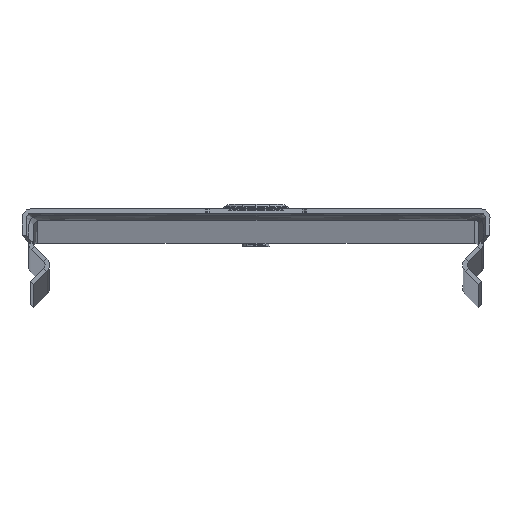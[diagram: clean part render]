
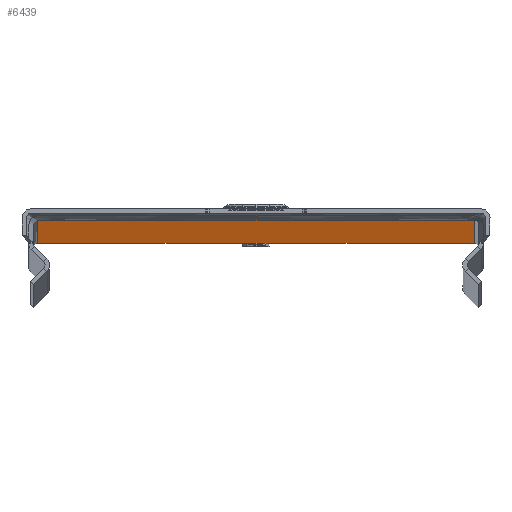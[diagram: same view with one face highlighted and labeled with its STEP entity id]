
A CAD part, top view. The second image highlights one B-rep face of the part: STEP entity #6439.
In plain terms, the highlighted planar face has unit normal (0, -1, 0).
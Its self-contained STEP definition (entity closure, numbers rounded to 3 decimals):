
#80 = CARTESIAN_POINT ( 'NONE',  ( -50., 0., -2968.5 ) ) ;
#159 = CARTESIAN_POINT ( 'NONE',  ( -10.854, 0., -2968.646 ) ) ;
#163 = DIRECTION ( 'NONE',  ( 0., -1., 0. ) ) ;
#209 = VERTEX_POINT ( 'NONE', #5929 ) ;
#454 = EDGE_CURVE ( 'NONE', #5459, #1902, #7404, .T. ) ;
#493 = EDGE_CURVE ( 'NONE', #4108, #948, #6209, .T. ) ;
#548 = VERTEX_POINT ( 'NONE', #1593 ) ;
#563 = AXIS2_PLACEMENT_3D ( 'NONE', #4907, #163, #6147 ) ;
#566 = ORIENTED_EDGE ( 'NONE', *, *, #1099, .F. ) ;
#580 = EDGE_CURVE ( 'NONE', #948, #548, #5266, .T. ) ;
#724 = EDGE_CURVE ( 'NONE', #548, #4546, #3720, .T. ) ;
#856 = CIRCLE ( 'NONE', #4996, 7.3 ) ;
#882 = EDGE_CURVE ( 'NONE', #4546, #6529, #1343, .T. ) ;
#918 = CARTESIAN_POINT ( 'NONE',  ( 11.207, 0., -2969. ) ) ;
#934 = CARTESIAN_POINT ( 'NONE',  ( 0., 0., -2955. ) ) ;
#945 = VECTOR ( 'NONE', #5240, 1000. ) ;
#948 = VERTEX_POINT ( 'NONE', #3514 ) ;
#969 = DIRECTION ( 'NONE',  ( 0., 1., 0. ) ) ;
#970 = VECTOR ( 'NONE', #1247, 1000. ) ;
#992 = DIRECTION ( 'NONE',  ( -1., 0., 0. ) ) ;
#1030 = CARTESIAN_POINT ( 'NONE',  ( -7.3, 0., -2955. ) ) ;
#1079 = VERTEX_POINT ( 'NONE', #4431 ) ;
#1099 = EDGE_CURVE ( 'NONE', #6615, #6529, #6203, .T. ) ;
#1123 = ORIENTED_EDGE ( 'NONE', *, *, #2036, .T. ) ;
#1169 = ORIENTED_EDGE ( 'NONE', *, *, #1885, .T. ) ;
#1231 = EDGE_CURVE ( 'NONE', #209, #6615, #4488, .T. ) ;
#1247 = DIRECTION ( 'NONE',  ( 0.707, 0., -0.707 ) ) ;
#1335 = EDGE_CURVE ( 'NONE', #209, #3866, #6981, .T. ) ;
#1343 = LINE ( 'NONE', #3059, #5845 ) ;
#1363 = ORIENTED_EDGE ( 'NONE', *, *, #1745, .T. ) ;
#1389 = ORIENTED_EDGE ( 'NONE', *, *, #580, .T. ) ;
#1432 = EDGE_CURVE ( 'NONE', #3866, #4441, #5736, .T. ) ;
#1480 = EDGE_CURVE ( 'NONE', #1902, #5459, #856, .T. ) ;
#1552 = EDGE_LOOP ( 'NONE', ( #2004, #3648 ) ) ;
#1593 = CARTESIAN_POINT ( 'NONE',  ( 11.414, 0., -2969. ) ) ;
#1745 = EDGE_CURVE ( 'NONE', #4441, #7658, #7288, .T. ) ;
#1803 = CARTESIAN_POINT ( 'NONE',  ( 11.414, 0., -2968.5 ) ) ;
#1812 = DIRECTION ( 'NONE',  ( 0., -1., 0. ) ) ;
#1827 = DIRECTION ( 'NONE',  ( 1., 0., 0. ) ) ;
#1832 = EDGE_CURVE ( 'NONE', #7658, #1079, #5622, .T. ) ;
#1885 = EDGE_CURVE ( 'NONE', #1079, #4221, #1890, .T. ) ;
#1890 = LINE ( 'NONE', #80, #945 ) ;
#1902 = VERTEX_POINT ( 'NONE', #1030 ) ;
#1950 = PLANE ( 'NONE',  #563 ) ;
#1989 = CARTESIAN_POINT ( 'NONE',  ( 49., 0., -2969. ) ) ;
#1990 = CARTESIAN_POINT ( 'NONE',  ( -11.414, 0., -2969. ) ) ;
#2004 = ORIENTED_EDGE ( 'NONE', *, *, #1480, .T. ) ;
#2036 = EDGE_CURVE ( 'NONE', #4221, #4108, #4012, .T. ) ;
#2268 = DIRECTION ( 'NONE',  ( 1., 0., 0. ) ) ;
#2388 = CARTESIAN_POINT ( 'NONE',  ( -50., 0., -2969. ) ) ;
#2509 = CARTESIAN_POINT ( 'NONE',  ( 7.3, 0., -2955. ) ) ;
#2588 = DIRECTION ( 'NONE',  ( 0.707, 0., 0.707 ) ) ;
#2698 = CARTESIAN_POINT ( 'NONE',  ( -11.207, 0., -2969. ) ) ;
#3049 = DIRECTION ( 'NONE',  ( 0., 0., 1. ) ) ;
#3059 = CARTESIAN_POINT ( 'NONE',  ( 49., 0., -2969. ) ) ;
#3298 = ORIENTED_EDGE ( 'NONE', *, *, #724, .T. ) ;
#3437 = CARTESIAN_POINT ( 'NONE',  ( -49., 0., 0. ) ) ;
#3478 = ORIENTED_EDGE ( 'NONE', *, *, #882, .T. ) ;
#3514 = CARTESIAN_POINT ( 'NONE',  ( 11.061, 0., -2968.854 ) ) ;
#3648 = ORIENTED_EDGE ( 'NONE', *, *, #454, .T. ) ;
#3720 = LINE ( 'NONE', #2388, #5416 ) ;
#3762 = ORIENTED_EDGE ( 'NONE', *, *, #1832, .T. ) ;
#3821 = CARTESIAN_POINT ( 'NONE',  ( 10.854, 0., -2968.646 ) ) ;
#3866 = VERTEX_POINT ( 'NONE', #1990 ) ;
#4012 = CIRCLE ( 'NONE', #4337, 0.5 ) ;
#4051 = ORIENTED_EDGE ( 'NONE', *, *, #1432, .T. ) ;
#4108 = VERTEX_POINT ( 'NONE', #3821 ) ;
#4112 = VECTOR ( 'NONE', #4551, 1000. ) ;
#4221 = VERTEX_POINT ( 'NONE', #7153 ) ;
#4337 = AXIS2_PLACEMENT_3D ( 'NONE', #5397, #5315, #5477 ) ;
#4398 = ORIENTED_EDGE ( 'NONE', *, *, #1335, .T. ) ;
#4431 = CARTESIAN_POINT ( 'NONE',  ( -10.5, 0., -2968.5 ) ) ;
#4441 = VERTEX_POINT ( 'NONE', #6136 ) ;
#4457 = AXIS2_PLACEMENT_3D ( 'NONE', #7007, #6912, #7047 ) ;
#4488 = LINE ( 'NONE', #5636, #4665 ) ;
#4529 = CARTESIAN_POINT ( 'NONE',  ( 50., 0., 0. ) ) ;
#4546 = VERTEX_POINT ( 'NONE', #1989 ) ;
#4551 = DIRECTION ( 'NONE',  ( 1., 0., 0. ) ) ;
#4665 = VECTOR ( 'NONE', #5666, 1000. ) ;
#4907 = CARTESIAN_POINT ( 'NONE',  ( 50., 0., -2969. ) ) ;
#4996 = AXIS2_PLACEMENT_3D ( 'NONE', #6802, #6331, #5790 ) ;
#5026 = ORIENTED_EDGE ( 'NONE', *, *, #493, .T. ) ;
#5124 = ORIENTED_EDGE ( 'NONE', *, *, #1231, .F. ) ;
#5143 = AXIS2_PLACEMENT_3D ( 'NONE', #7236, #7259, #7275 ) ;
#5240 = DIRECTION ( 'NONE',  ( 1., 0., 0. ) ) ;
#5266 = CIRCLE ( 'NONE', #6682, 0.5 ) ;
#5315 = DIRECTION ( 'NONE',  ( 0., 1., 0. ) ) ;
#5397 = CARTESIAN_POINT ( 'NONE',  ( 10.5, 0., -2969. ) ) ;
#5416 = VECTOR ( 'NONE', #2268, 1000. ) ;
#5426 = VECTOR ( 'NONE', #6355, 1000. ) ;
#5459 = VERTEX_POINT ( 'NONE', #2509 ) ;
#5477 = DIRECTION ( 'NONE',  ( 0., 0., 1. ) ) ;
#5622 = CIRCLE ( 'NONE', #4457, 0.5 ) ;
#5636 = CARTESIAN_POINT ( 'NONE',  ( -49., 0., -2969. ) ) ;
#5666 = DIRECTION ( 'NONE',  ( 0., 0., 1. ) ) ;
#5736 = CIRCLE ( 'NONE', #5143, 0.5 ) ;
#5790 = DIRECTION ( 'NONE',  ( -1., 0., 0. ) ) ;
#5845 = VECTOR ( 'NONE', #3049, 1000. ) ;
#5880 = FACE_BOUND ( 'NONE', #1552, .T. ) ;
#5929 = CARTESIAN_POINT ( 'NONE',  ( -49., 0., -2969. ) ) ;
#6069 = FACE_OUTER_BOUND ( 'NONE', #7318, .T. ) ;
#6136 = CARTESIAN_POINT ( 'NONE',  ( -11.061, 0., -2968.854 ) ) ;
#6147 = DIRECTION ( 'NONE',  ( 1., 0., 0. ) ) ;
#6203 = LINE ( 'NONE', #4529, #4112 ) ;
#6209 = LINE ( 'NONE', #918, #970 ) ;
#6253 = CARTESIAN_POINT ( 'NONE',  ( 49., 0., 0. ) ) ;
#6331 = DIRECTION ( 'NONE',  ( 0., 1., 0. ) ) ;
#6346 = CARTESIAN_POINT ( 'NONE',  ( -50., 0., -2969. ) ) ;
#6355 = DIRECTION ( 'NONE',  ( 1., 0., 0. ) ) ;
#6439 = ADVANCED_FACE ( 'NONE', ( #5880, #6069 ), #1950, .T. ) ;
#6529 = VERTEX_POINT ( 'NONE', #6253 ) ;
#6615 = VERTEX_POINT ( 'NONE', #3437 ) ;
#6682 = AXIS2_PLACEMENT_3D ( 'NONE', #1803, #1812, #1827 ) ;
#6802 = CARTESIAN_POINT ( 'NONE',  ( 0., 0., -2955. ) ) ;
#6912 = DIRECTION ( 'NONE',  ( 0., 1., 0. ) ) ;
#6938 = AXIS2_PLACEMENT_3D ( 'NONE', #934, #969, #992 ) ;
#6981 = LINE ( 'NONE', #6346, #5426 ) ;
#7007 = CARTESIAN_POINT ( 'NONE',  ( -10.5, 0., -2969. ) ) ;
#7047 = DIRECTION ( 'NONE',  ( 0., 0., 1. ) ) ;
#7113 = VECTOR ( 'NONE', #2588, 1000. ) ;
#7153 = CARTESIAN_POINT ( 'NONE',  ( 10.5, 0., -2968.5 ) ) ;
#7236 = CARTESIAN_POINT ( 'NONE',  ( -11.414, 0., -2968.5 ) ) ;
#7259 = DIRECTION ( 'NONE',  ( 0., -1., 0. ) ) ;
#7275 = DIRECTION ( 'NONE',  ( 1., 0., 0. ) ) ;
#7288 = LINE ( 'NONE', #2698, #7113 ) ;
#7318 = EDGE_LOOP ( 'NONE', ( #5026, #1389, #3298, #3478, #566, #5124, #4398, #4051, #1363, #3762, #1169, #1123 ) ) ;
#7404 = CIRCLE ( 'NONE', #6938, 7.3 ) ;
#7658 = VERTEX_POINT ( 'NONE', #159 ) ;
